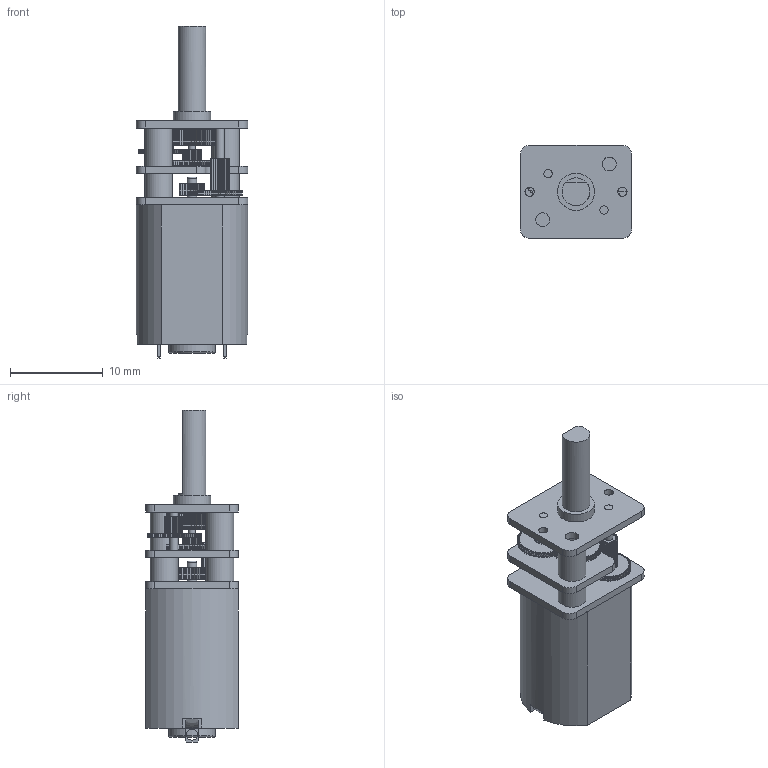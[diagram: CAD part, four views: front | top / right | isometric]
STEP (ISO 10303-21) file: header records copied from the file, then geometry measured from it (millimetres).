
FILE_DESCRIPTION(/* description */ (''),/* implementation_level */ '2;1');
FILE_NAME(/* name */ 'N20 DC Gear Motor.step',/* time_stamp */ '2025-06-09T13:46:40+05:30',/* author */ (''),/* organization */ (''),/* preprocessor_version */ 'ST-DEVELOPER v20.1',/* originating_system */ 'Autodesk Translation Framework v14.10.0.0',/* authorisation */ '');
FILE_SCHEMA (('AUTOMOTIVE_DESIGN { 1 0 10303 214 3 1 1 }'));
Length unit declared in the file: millimetre
Products named in the file (4): Motor DC Gear N20; Gear Box; Shaft; Motor
Assembly tree (3 placements, depth 2):
  Motor DC Gear N20
    Gear Box
    Shaft
    Motor
Bounding box: 12 x 10 x 35.8 mm (x, y, z)
Volume: 1392.6 mm3; surface area: 2787.5 mm2
Topology: 10 solids, 11 shells, 1449 faces, 4202 edges, 2800 vertices
Faces by surface type: cylinder 1352, plane 87, bspline 8, torus 2
Full cylindrical faces by diameter (mm): 0.75 x4, 0.9 x10, 1 x4, 1.2 x2, 1.5 x6, 2 x7, 3 x6, 4 x3, 5 x1, 8 x1
Entity records: 49746 total; most frequent: DIRECTION 9812, CARTESIAN_POINT 8578, ORIENTED_EDGE 8404, EDGE_CURVE 4202, AXIS2_PLACEMENT_3D 4170, VERTEX_POINT 2800, CIRCLE 2722, EDGE_LOOP 1514
